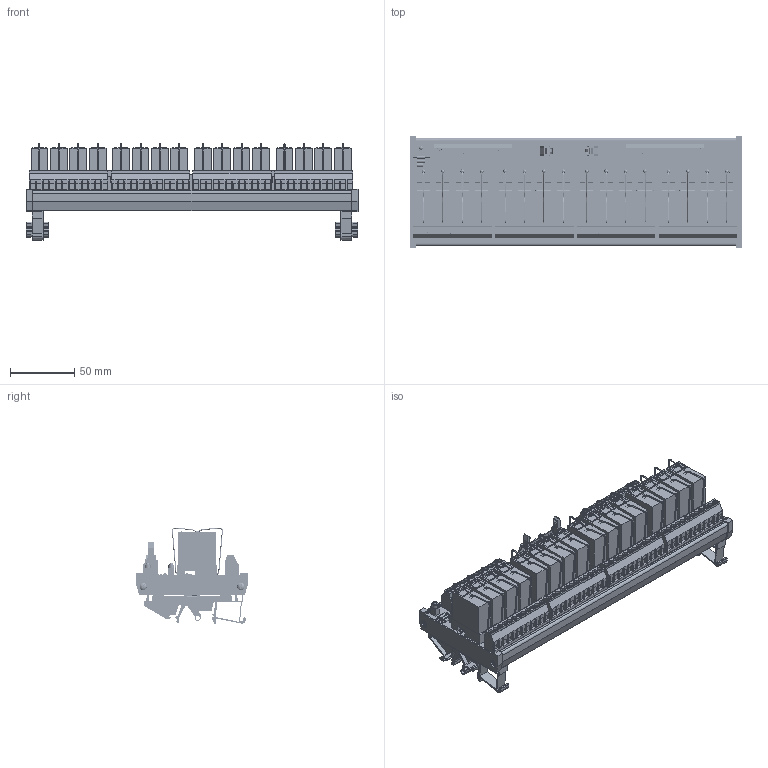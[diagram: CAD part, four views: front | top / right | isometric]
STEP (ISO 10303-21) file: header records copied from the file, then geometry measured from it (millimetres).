
FILE_DESCRIPTION(('CATIA V5R20 STEP214','CAx-IF Rec.Pracs.--- Model Styling and Organization---1.5--- 2016-08-15','CAx-IF Rec.Pracs.---Supplemental Geometry---1.0---2011-11-01','CAx-IF Rec.Pracs.--- Composite Materials ---1.1---2010-07-15'),'2;1');
FILE_NAME ('013511-4_0', '2025-03-14T11:29:39+00:00', ('Weidmueller Interface'), ('Weidmueller'), 'CATIA Version 5-6 Release 2022 SP4 HF5', 'CATIA V5 STEP AP214 v3', 'none');
FILE_SCHEMA(('AUTOMOTIVE_DESIGN { 1 0 10303 214 1 1 1 1 }'));
Products named in the file (1): 3D_1448540000
Bounding box: 258 x 86.4 x 75.21 mm (x, y, z)
Volume: 386433.6 mm3; surface area: 227065.5 mm2
Topology: 1 solids, 159 shells, 6289 faces, 16360 edges, 10583 vertices
Faces by surface type: plane 4089, cylinder 1706, torus 468, bspline 18, sphere 8
Entity records: 184709 total; most frequent: CARTESIAN_POINT 41678, ORIENTED_EDGE 32650, DIRECTION 20272, EDGE_CURVE 16325, VECTOR 11624, LINE 11624, VERTEX_POINT 10583, EDGE_LOOP 6810
